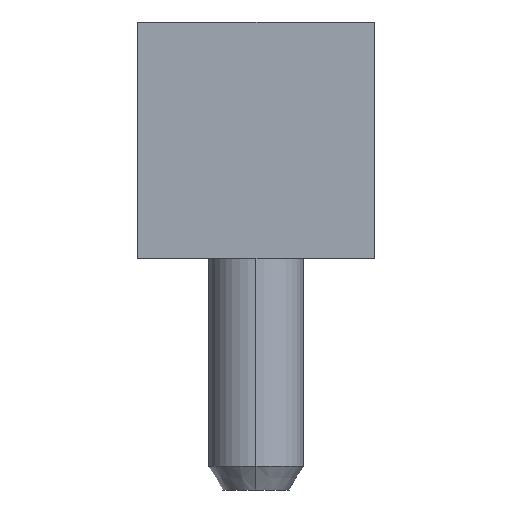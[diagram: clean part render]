
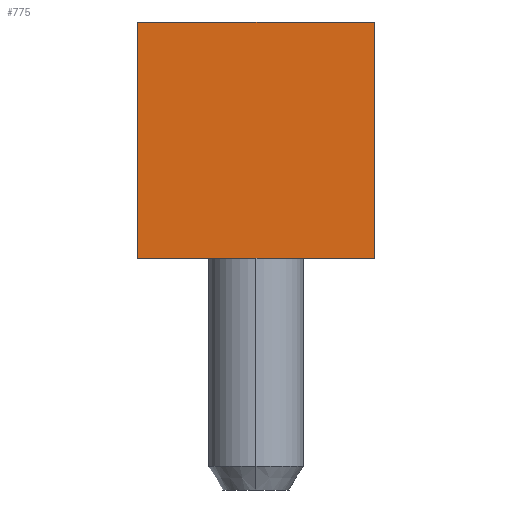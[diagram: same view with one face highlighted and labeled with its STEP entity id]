
A CAD part, left-side view. The second image highlights one B-rep face of the part: STEP entity #775.
In plain terms, the highlighted planar face has unit normal (-1, 0, 0).
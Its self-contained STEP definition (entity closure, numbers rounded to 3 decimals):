
#14 = PLANE ( 'NONE',  #234 ) ;
#20 = FACE_OUTER_BOUND ( 'NONE', #615, .T. ) ;
#24 = CARTESIAN_POINT ( 'NONE',  ( -10.7, 0., 0. ) ) ;
#69 = LINE ( 'NONE', #774, #284 ) ;
#110 = ORIENTED_EDGE ( 'NONE', *, *, #330, .F. ) ;
#112 = CARTESIAN_POINT ( 'NONE',  ( -10.7, -2.5, 2.5 ) ) ;
#186 = VECTOR ( 'NONE', #583, 1000. ) ;
#189 = CARTESIAN_POINT ( 'NONE',  ( -10.7, 2.5, 2.5 ) ) ;
#197 = DIRECTION ( 'NONE',  ( 0., 0., -1. ) ) ;
#225 = VECTOR ( 'NONE', #326, 1000. ) ;
#234 = AXIS2_PLACEMENT_3D ( 'NONE', #24, #809, #471 ) ;
#284 = VECTOR ( 'NONE', #398, 1000. ) ;
#316 = LINE ( 'NONE', #189, #225 ) ;
#326 = DIRECTION ( 'NONE',  ( 0., 0., 1. ) ) ;
#330 = EDGE_CURVE ( 'NONE', #478, #397, #316, .T. ) ;
#353 = EDGE_CURVE ( 'NONE', #562, #606, #587, .T. ) ;
#368 = ORIENTED_EDGE ( 'NONE', *, *, #640, .F. ) ;
#397 = VERTEX_POINT ( 'NONE', #726 ) ;
#398 = DIRECTION ( 'NONE',  ( 0., 1., 0. ) ) ;
#417 = VECTOR ( 'NONE', #197, 1000. ) ;
#471 = DIRECTION ( 'NONE',  ( 0., 0., -1. ) ) ;
#478 = VERTEX_POINT ( 'NONE', #614 ) ;
#562 = VERTEX_POINT ( 'NONE', #112 ) ;
#579 = CARTESIAN_POINT ( 'NONE',  ( -10.7, -2.5, 2.5 ) ) ;
#583 = DIRECTION ( 'NONE',  ( 0., -1., 0. ) ) ;
#587 = LINE ( 'NONE', #579, #417 ) ;
#606 = VERTEX_POINT ( 'NONE', #762 ) ;
#614 = CARTESIAN_POINT ( 'NONE',  ( -10.7, 2.5, -2.5 ) ) ;
#615 = EDGE_LOOP ( 'NONE', ( #694, #110, #368, #808 ) ) ;
#640 = EDGE_CURVE ( 'NONE', #606, #478, #69, .T. ) ;
#655 = EDGE_CURVE ( 'NONE', #397, #562, #790, .T. ) ;
#694 = ORIENTED_EDGE ( 'NONE', *, *, #655, .F. ) ;
#726 = CARTESIAN_POINT ( 'NONE',  ( -10.7, 2.5, 2.5 ) ) ;
#762 = CARTESIAN_POINT ( 'NONE',  ( -10.7, -2.5, -2.5 ) ) ;
#774 = CARTESIAN_POINT ( 'NONE',  ( -10.7, 2.5, -2.5 ) ) ;
#775 = ADVANCED_FACE ( 'NONE', ( #20 ), #14, .F. ) ;
#790 = LINE ( 'NONE', #840, #186 ) ;
#808 = ORIENTED_EDGE ( 'NONE', *, *, #353, .F. ) ;
#809 = DIRECTION ( 'NONE',  ( 1., 0., 0. ) ) ;
#840 = CARTESIAN_POINT ( 'NONE',  ( -10.7, 2.5, 2.5 ) ) ;
